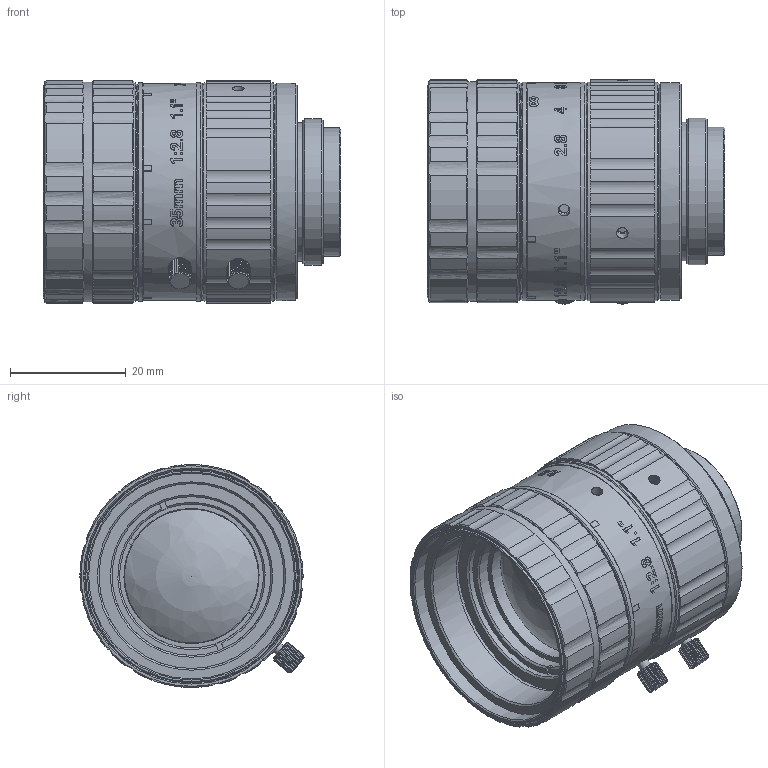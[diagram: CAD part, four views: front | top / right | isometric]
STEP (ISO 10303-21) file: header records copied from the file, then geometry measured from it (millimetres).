
FILE_DESCRIPTION(('STEP AP214'),'1');
FILE_NAME('SM3528M-12MP.stp','2024-09-10T06:26:44',(' '),(' '),'Spatial InterOp 3D',' ',' ');
FILE_SCHEMA(('AUTOMOTIVE_DESIGN { 1 0 10303 214 1 1 1 1 }'));
Length unit declared in the file: metre
Products named in the file (2): SM3528M-12MP; Component1
Assembly tree (1 placements, depth 2):
  SM3528M-12MP
    Component1
Bounding box: 51.54 x 38.78 x 38.6 mm (x, y, z)
Volume: 43138.8 mm3; surface area: 10413.1 mm2
Topology: 1 solids, 1 shells, 1176 faces, 3340 edges, 2165 vertices
Faces by surface type: plane 426, bspline 360, revolution 196, cylinder 138, cone 56
Full cylindrical faces by diameter (mm): 2 x6, 2.9 x3, 17.2 x1, 19.6 x1, 22.2 x1, 23.2 x1, 24.9 x1, 25.4 x1, 27.5 x1, 32 x2, 35.6 x1, 36.6 x1, 36.8 x1, 37.4 x1, 37.6 x1
Entity records: 70791 total; most frequent: CARTESIAN_POINT 20748, ORIENTED_EDGE 6374, STYLED_ITEM 4364, PRESENTATION_STYLE_ASSIGNMENT 4364, COLOUR_RGB 4364, EDGE_CURVE 3187, CURVE_STYLE 3187, DRAUGHTING_PRE_DEFINED_CURVE_FONT 3187
